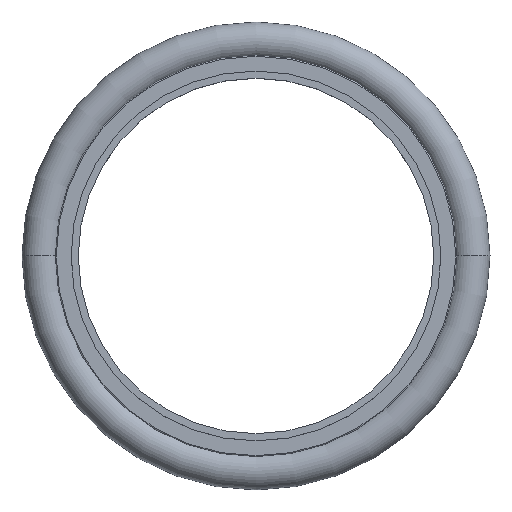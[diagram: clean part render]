
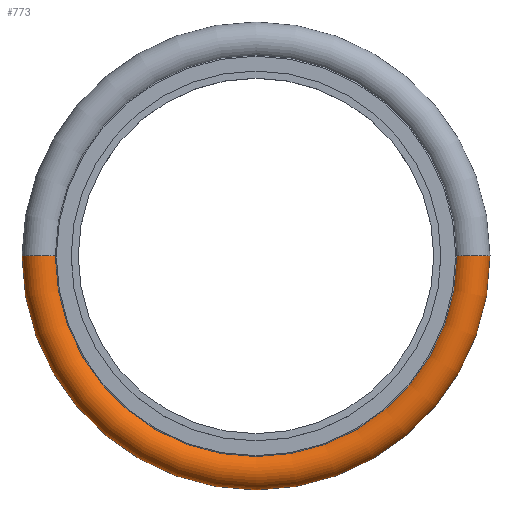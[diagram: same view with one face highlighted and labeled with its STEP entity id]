
A CAD part, top view. The second image highlights one B-rep face of the part: STEP entity #773.
In plain terms, the highlighted toroidal (fillet/blend) face has major radius 30.239 mm and minor radius 2.667 mm.
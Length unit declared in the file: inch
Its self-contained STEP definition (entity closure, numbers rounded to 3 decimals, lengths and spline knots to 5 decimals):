
#28 = DIRECTION ( 'NONE',  ( 0., -1., 0. ) ) ;
#44 = ORIENTED_EDGE ( 'NONE', *, *, #373, .T. ) ;
#49 = DIRECTION ( 'NONE',  ( 0., 0., -1. ) ) ;
#55 = VERTEX_POINT ( 'NONE', #185 ) ;
#66 = CIRCLE ( 'NONE', #318, 0.105 ) ;
#121 = CARTESIAN_POINT ( 'NONE',  ( 0., 0., 0.1575 ) ) ;
#177 = VERTEX_POINT ( 'NONE', #619 ) ;
#178 = CARTESIAN_POINT ( 'NONE',  ( 1.2955, 0., 0.1575 ) ) ;
#185 = CARTESIAN_POINT ( 'NONE',  ( -1.0855, 0., 0.1575 ) ) ;
#187 = ORIENTED_EDGE ( 'NONE', *, *, #415, .F. ) ;
#203 = CARTESIAN_POINT ( 'NONE',  ( 0., 0., 0.1575 ) ) ;
#212 = CARTESIAN_POINT ( 'NONE',  ( 1.1905, 0., 0.1575 ) ) ;
#229 = VERTEX_POINT ( 'NONE', #178 ) ;
#261 = DIRECTION ( 'NONE',  ( -1., 0., 0. ) ) ;
#262 = VERTEX_POINT ( 'NONE', #769 ) ;
#285 = EDGE_CURVE ( 'NONE', #55, #177, #321, .T. ) ;
#318 = AXIS2_PLACEMENT_3D ( 'NONE', #212, #346, #606 ) ;
#321 = CIRCLE ( 'NONE', #800, 0.105 ) ;
#323 = DIRECTION ( 'NONE',  ( 0., 0., -1. ) ) ;
#327 = DIRECTION ( 'NONE',  ( -1., 0., 0. ) ) ;
#346 = DIRECTION ( 'NONE',  ( 0., 1., 0. ) ) ;
#373 = EDGE_CURVE ( 'NONE', #262, #55, #412, .T. ) ;
#396 = AXIS2_PLACEMENT_3D ( 'NONE', #793, #323, #261 ) ;
#404 = AXIS2_PLACEMENT_3D ( 'NONE', #121, #49, #327 ) ;
#412 = CIRCLE ( 'NONE', #524, 1.0855 ) ;
#415 = EDGE_CURVE ( 'NONE', #229, #177, #689, .T. ) ;
#418 = EDGE_LOOP ( 'NONE', ( #187, #438, #44, #637 ) ) ;
#438 = ORIENTED_EDGE ( 'NONE', *, *, #551, .F. ) ;
#497 = TOROIDAL_SURFACE ( 'NONE', #404, 1.1905, 0.105 ) ;
#524 = AXIS2_PLACEMENT_3D ( 'NONE', #203, #530, #726 ) ;
#530 = DIRECTION ( 'NONE',  ( 0., 0., -1. ) ) ;
#551 = EDGE_CURVE ( 'NONE', #262, #229, #66, .T. ) ;
#572 = DIRECTION ( 'NONE',  ( 0., 0., -1. ) ) ;
#606 = DIRECTION ( 'NONE',  ( -1., 0., 0. ) ) ;
#619 = CARTESIAN_POINT ( 'NONE',  ( -1.2955, 0., 0.1575 ) ) ;
#637 = ORIENTED_EDGE ( 'NONE', *, *, #285, .T. ) ;
#648 = FACE_OUTER_BOUND ( 'NONE', #418, .T. ) ;
#689 = CIRCLE ( 'NONE', #396, 1.2955 ) ;
#706 = CARTESIAN_POINT ( 'NONE',  ( -1.1905, 0., 0.1575 ) ) ;
#726 = DIRECTION ( 'NONE',  ( -1., 0., 0. ) ) ;
#769 = CARTESIAN_POINT ( 'NONE',  ( 1.0855, 0., 0.1575 ) ) ;
#773 = ADVANCED_FACE ( 'NONE', ( #648 ), #497, .T. ) ;
#793 = CARTESIAN_POINT ( 'NONE',  ( 0., 0., 0.1575 ) ) ;
#800 = AXIS2_PLACEMENT_3D ( 'NONE', #706, #28, #572 ) ;
